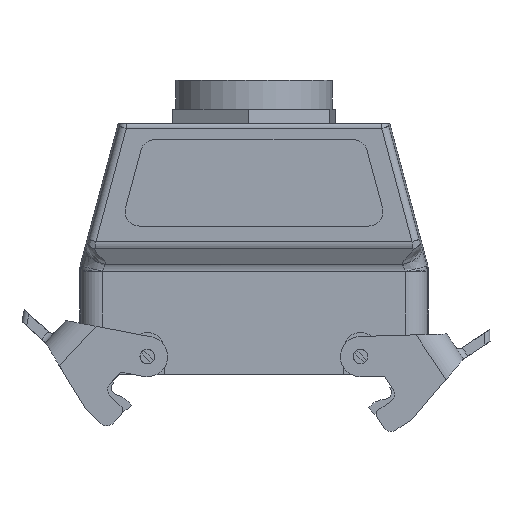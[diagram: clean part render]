
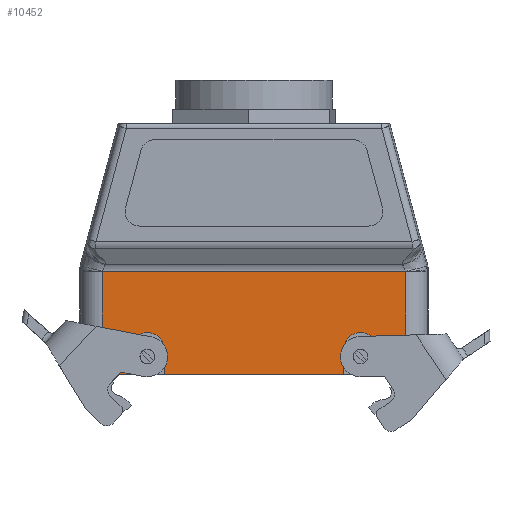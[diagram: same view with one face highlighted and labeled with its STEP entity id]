
A CAD part, front view. The second image highlights one B-rep face of the part: STEP entity #10452.
In plain terms, the highlighted planar face has unit normal (0, -1, 0).
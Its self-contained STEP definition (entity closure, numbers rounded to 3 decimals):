
#7625=CARTESIAN_POINT('',(52.631,-21.5,-9.));
#7626=VERTEX_POINT('',#7625);
#7634=CARTESIAN_POINT('',(43.0,-21.5,-9.));
#7635=VERTEX_POINT('',#7634);
#7636=CARTESIAN_POINT('',(52.631,-21.5,-9.));
#7637=DIRECTION('',(-1.0,0.0,0.0));
#7638=VECTOR('',#7637,9.631);
#7639=LINE('',#7636,#7638);
#7640=EDGE_CURVE('',#7626,#7635,#7639,.T.);
#7658=CARTESIAN_POINT('',(31.0,-21.5,-9.));
#7659=VERTEX_POINT('',#7658);
#7666=CARTESIAN_POINT('',(-31.0,-21.5,-9.0));
#7667=VERTEX_POINT('',#7666);
#7668=CARTESIAN_POINT('',(31.0,-21.5,-9.));
#7669=DIRECTION('',(-1.0,0.0,0.0));
#7670=VECTOR('',#7669,62.0);
#7671=LINE('',#7668,#7670);
#7672=EDGE_CURVE('',#7659,#7667,#7671,.T.);
#7690=CARTESIAN_POINT('',(-43.0,-21.5,-9.0));
#7691=VERTEX_POINT('',#7690);
#7698=CARTESIAN_POINT('',(-52.631,-21.5,-9.));
#7699=VERTEX_POINT('',#7698);
#7700=CARTESIAN_POINT('',(-43.0,-21.5,-9.));
#7701=DIRECTION('',(-1.0,0.0,0.0));
#7702=VECTOR('',#7701,9.631);
#7703=LINE('',#7700,#7702);
#7704=EDGE_CURVE('',#7691,#7699,#7703,.T.);
#10374=CARTESIAN_POINT('',(66.55,-21.5,-10.5));
#10375=DIRECTION('',(0.0,-1.0,0.0));
#10376=DIRECTION('',(0.0,0.0,-1.0));
#10377=AXIS2_PLACEMENT_3D('',#10374,#10375,#10376);
#10378=PLANE('',#10377);
#10379=ORIENTED_EDGE('',*,*,#7640,.F.);
#10380=CARTESIAN_POINT('',(52.631,-21.5,26.66));
#10381=VERTEX_POINT('',#10380);
#10382=CARTESIAN_POINT('',(52.631,-21.5,-9.));
#10383=DIRECTION('',(0.0,0.0,1.0));
#10384=VECTOR('',#10383,35.66);
#10385=LINE('',#10382,#10384);
#10386=EDGE_CURVE('',#7626,#10381,#10385,.T.);
#10387=ORIENTED_EDGE('',*,*,#10386,.T.);
#10388=CARTESIAN_POINT('',(-52.631,-21.5,26.66));
#10389=VERTEX_POINT('',#10388);
#10390=CARTESIAN_POINT('',(52.631,-21.5,26.66));
#10391=DIRECTION('',(-1.0,0.0,0.0));
#10392=VECTOR('',#10391,105.262);
#10393=LINE('',#10390,#10392);
#10394=EDGE_CURVE('',#10381,#10389,#10393,.T.);
#10395=ORIENTED_EDGE('',*,*,#10394,.T.);
#10396=CARTESIAN_POINT('',(-52.631,-21.5,26.66));
#10397=DIRECTION('',(0.0,0.0,-1.0));
#10398=VECTOR('',#10397,35.66);
#10399=LINE('',#10396,#10398);
#10400=EDGE_CURVE('',#10389,#7699,#10399,.T.);
#10401=ORIENTED_EDGE('',*,*,#10400,.T.);
#10402=ORIENTED_EDGE('',*,*,#7704,.F.);
#10403=CARTESIAN_POINT('',(-43.0,-21.5,-0.5));
#10404=VERTEX_POINT('',#10403);
#10405=CARTESIAN_POINT('',(-43.0,-21.5,-0.5));
#10406=DIRECTION('',(0.0,0.0,-1.0));
#10407=VECTOR('',#10406,8.5);
#10408=LINE('',#10405,#10407);
#10409=EDGE_CURVE('',#10404,#7691,#10408,.T.);
#10410=ORIENTED_EDGE('',*,*,#10409,.F.);
#10411=CARTESIAN_POINT('',(-31.0,-21.5,-0.5));
#10412=VERTEX_POINT('',#10411);
#10413=CARTESIAN_POINT('',(-37.0,-21.5,-0.5));
#10414=DIRECTION('',(0.0,-1.0,0.0));
#10415=DIRECTION('',(0.0,0.0,-1.0));
#10416=AXIS2_PLACEMENT_3D('',#10413,#10414,#10415);
#10417=CIRCLE('',#10416,6.);
#10418=EDGE_CURVE('',#10412,#10404,#10417,.T.);
#10419=ORIENTED_EDGE('',*,*,#10418,.F.);
#10420=CARTESIAN_POINT('',(-31.0,-21.5,-9.0));
#10421=DIRECTION('',(0.0,0.0,1.0));
#10422=VECTOR('',#10421,8.5);
#10423=LINE('',#10420,#10422);
#10424=EDGE_CURVE('',#7667,#10412,#10423,.T.);
#10425=ORIENTED_EDGE('',*,*,#10424,.F.);
#10426=ORIENTED_EDGE('',*,*,#7672,.F.);
#10427=CARTESIAN_POINT('',(31.0,-21.5,-0.5));
#10428=VERTEX_POINT('',#10427);
#10429=CARTESIAN_POINT('',(31.0,-21.5,-0.5));
#10430=DIRECTION('',(0.0,0.0,-1.0));
#10431=VECTOR('',#10430,8.5);
#10432=LINE('',#10429,#10431);
#10433=EDGE_CURVE('',#10428,#7659,#10432,.T.);
#10434=ORIENTED_EDGE('',*,*,#10433,.F.);
#10435=CARTESIAN_POINT('',(43.0,-21.5,-0.5));
#10436=VERTEX_POINT('',#10435);
#10437=CARTESIAN_POINT('',(37.0,-21.5,-0.5));
#10438=DIRECTION('',(0.0,-1.0,0.0));
#10439=DIRECTION('',(0.0,0.0,-1.0));
#10440=AXIS2_PLACEMENT_3D('',#10437,#10438,#10439);
#10441=CIRCLE('',#10440,6.);
#10442=EDGE_CURVE('',#10436,#10428,#10441,.T.);
#10443=ORIENTED_EDGE('',*,*,#10442,.F.);
#10444=CARTESIAN_POINT('',(43.0,-21.5,-9.));
#10445=DIRECTION('',(0.0,0.0,1.0));
#10446=VECTOR('',#10445,8.5);
#10447=LINE('',#10444,#10446);
#10448=EDGE_CURVE('',#7635,#10436,#10447,.T.);
#10449=ORIENTED_EDGE('',*,*,#10448,.F.);
#10450=EDGE_LOOP('',(#10379,#10387,#10395,#10401,#10402,#10410,#10419,#10425,#10426,#10434,#10443,#10449));
#10451=FACE_OUTER_BOUND('',#10450,.T.);
#10452=ADVANCED_FACE('',(#10451),#10378,.T.);
